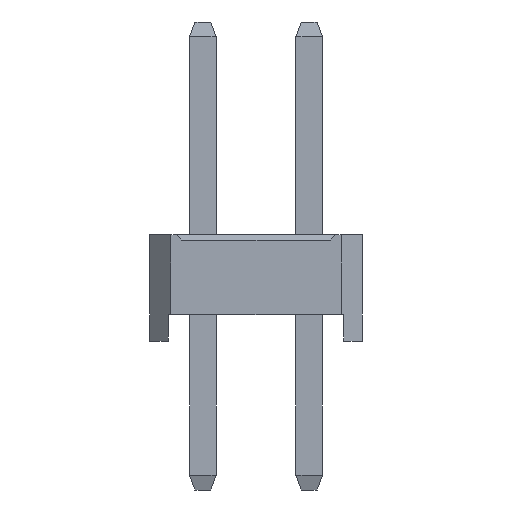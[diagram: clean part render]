
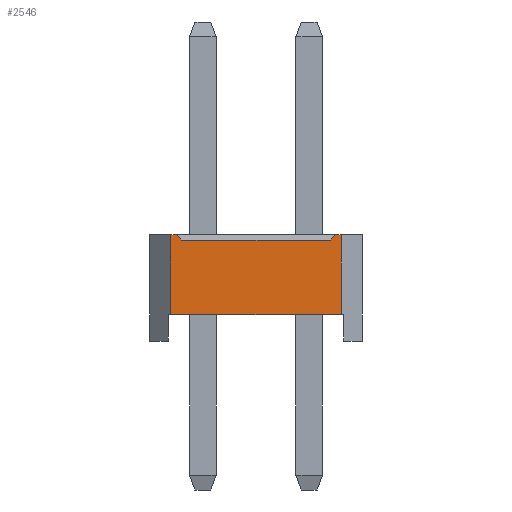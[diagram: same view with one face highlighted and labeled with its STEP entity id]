
A CAD part, left-side view. The second image highlights one B-rep face of the part: STEP entity #2546.
In plain terms, the highlighted planar face has unit normal (-1, 0, 0).
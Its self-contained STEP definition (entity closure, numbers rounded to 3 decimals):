
#2546=ADVANCED_FACE('',(#10324),#10326,.T.);
#10324=FACE_BOUND('',#10325,.T.);
#10325=EDGE_LOOP('',(#16415,#16416,#16417,#16418,#16419,#16420,#16421,#16422));
#10326=PLANE('',#10327);
#10327=AXIS2_PLACEMENT_3D('',#10328,#10329,#10330);
#10328=CARTESIAN_POINT('',(-1.,2.6,0.));
#10329=DIRECTION('',(-1.,0.,0.));
#10330=DIRECTION('',(0.,-1.,0.));
#16415=ORIENTED_EDGE('',*,*,#20178,.F.);
#16416=ORIENTED_EDGE('',*,*,#20179,.T.);
#16417=ORIENTED_EDGE('',*,*,#20180,.F.);
#16418=ORIENTED_EDGE('',*,*,#19351,.F.);
#16419=ORIENTED_EDGE('',*,*,#20181,.F.);
#16420=ORIENTED_EDGE('',*,*,#19044,.T.);
#16421=ORIENTED_EDGE('',*,*,#20177,.T.);
#16422=ORIENTED_EDGE('',*,*,#19355,.F.);
#19044=EDGE_CURVE('',#21205,#21203,#21206,.T.);
#19351=EDGE_CURVE('',#21817,#21819,#21820,.T.);
#19355=EDGE_CURVE('',#21825,#21827,#21828,.T.);
#20177=EDGE_CURVE('',#21203,#21827,#23194,.T.);
#20178=EDGE_CURVE('',#23195,#21825,#23196,.F.);
#20179=EDGE_CURVE('',#23195,#23197,#23198,.T.);
#20180=EDGE_CURVE('',#21819,#23197,#23199,.F.);
#20181=EDGE_CURVE('',#21205,#21817,#23200,.T.);
#21203=VERTEX_POINT('',#24706);
#21205=VERTEX_POINT('',#24710);
#21206=LINE('',#24711,#24712);
#21817=VERTEX_POINT('',#25934);
#21819=VERTEX_POINT('',#25938);
#21820=LINE('',#25939,#25940);
#21825=VERTEX_POINT('',#25950);
#21827=VERTEX_POINT('',#25954);
#21828=LINE('',#25955,#25956);
#23194=LINE('',#28965,#28966);
#23195=VERTEX_POINT('',#28968);
#23196=LINE('',#28969,#28970);
#23197=VERTEX_POINT('',#28972);
#23198=LINE('',#28973,#28974);
#23199=LINE('',#28976,#28977);
#23200=LINE('',#28979,#28980);
#24706=CARTESIAN_POINT('',(-1.,-0.6,0.5));
#24710=CARTESIAN_POINT('',(-1.,2.6,0.5));
#24711=CARTESIAN_POINT('',(-1.,2.6,0.5));
#24712=VECTOR('',#24713,1.);
#24713=DIRECTION('',(0.,-1.,0.));
#25934=CARTESIAN_POINT('',(-1.,2.6,2.));
#25938=CARTESIAN_POINT('',(-1.,2.5,2.));
#25939=CARTESIAN_POINT('',(-1.,2.6,2.));
#25940=VECTOR('',#25941,1.);
#25941=DIRECTION('',(0.,-1.,0.));
#25950=CARTESIAN_POINT('',(-1.,-0.5,2.));
#25954=CARTESIAN_POINT('',(-1.,-0.6,2.));
#25955=CARTESIAN_POINT('',(-1.,-0.5,2.));
#25956=VECTOR('',#25957,1.);
#25957=DIRECTION('',(0.,-1.,0.));
#28965=CARTESIAN_POINT('',(-1.,-0.6,0.5));
#28966=VECTOR('',#28967,1.);
#28967=DIRECTION('',(0.,0.,1.));
#28968=CARTESIAN_POINT('',(-1.,-0.4,1.9));
#28969=CARTESIAN_POINT('',(-1.,-0.5,2.));
#28970=VECTOR('',#28971,1.);
#28971=DIRECTION('',(0.,0.707,-0.707));
#28972=CARTESIAN_POINT('',(-1.,2.4,1.9));
#28973=CARTESIAN_POINT('',(-1.,-0.4,1.9));
#28974=VECTOR('',#28975,1.);
#28975=DIRECTION('',(0.,1.,0.));
#28976=CARTESIAN_POINT('',(-1.,2.4,1.9));
#28977=VECTOR('',#28978,1.);
#28978=DIRECTION('',(0.,0.707,0.707));
#28979=CARTESIAN_POINT('',(-1.,2.6,0.5));
#28980=VECTOR('',#28981,1.);
#28981=DIRECTION('',(0.,0.,1.));
